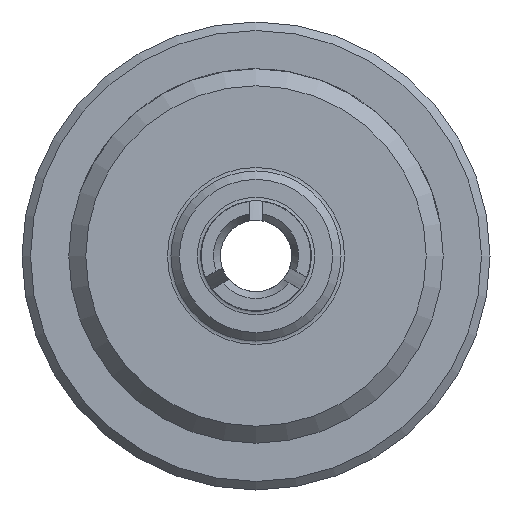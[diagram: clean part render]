
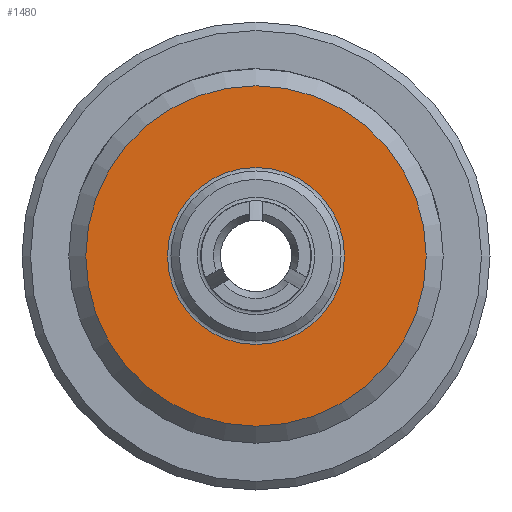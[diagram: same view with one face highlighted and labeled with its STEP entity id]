
A CAD part, front view. The second image highlights one B-rep face of the part: STEP entity #1480.
In plain terms, the highlighted planar face has unit normal (0, -1, 0).
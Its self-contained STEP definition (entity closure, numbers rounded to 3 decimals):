
#1480=ADVANCED_FACE('Spreizdorn.1\\K\X2\00F6\X0\rper.2',(#3754,#3755),#3756,.T.);
#2896=EDGE_CURVE('',#5704,#5704,#5705,.T.);
#2914=EDGE_CURVE('',#5731,#5731,#5732,.T.);
#3754=FACE_BOUND('',#6595,.T.);
#3755=FACE_OUTER_BOUND('',#6596,.T.);
#3756=PLANE('',#6597);
#5704=VERTEX_POINT('',#10506);
#5705=CIRCLE('',#10507,5.2);
#5731=VERTEX_POINT('',#10546);
#5732=CIRCLE('',#10547,10.0);
#6595=EDGE_LOOP('',(#12843));
#6596=EDGE_LOOP('',(#12844));
#6597=AXIS2_PLACEMENT_3D('',#12845,#12846,#12847);
#10506=CARTESIAN_POINT('',(5.2,-59.0,0.0));
#10507=AXIS2_PLACEMENT_3D('',#13903,#13904,#13905);
#10546=CARTESIAN_POINT('',(10.0,-59.0,0.));
#10547=AXIS2_PLACEMENT_3D('',#13922,#13923,#13924);
#12843=ORIENTED_EDGE('',*,*,#2896,.F.);
#12844=ORIENTED_EDGE('',*,*,#2914,.T.);
#12845=CARTESIAN_POINT('',(0.0,-59.0,11.));
#12846=DIRECTION('',(0.0,-1.0,0.0));
#12847=DIRECTION('',(0.0,0.0,-1.0));
#13903=CARTESIAN_POINT('',(0.0,-59.0,0.0));
#13904=DIRECTION('',(0.0,-1.0,0.0));
#13905=DIRECTION('',(1.0,0.0,0.0));
#13922=CARTESIAN_POINT('',(0.,-59.0,0.));
#13923=DIRECTION('',(0.,-1.0,0.));
#13924=DIRECTION('',(1.0,0.,0.));
